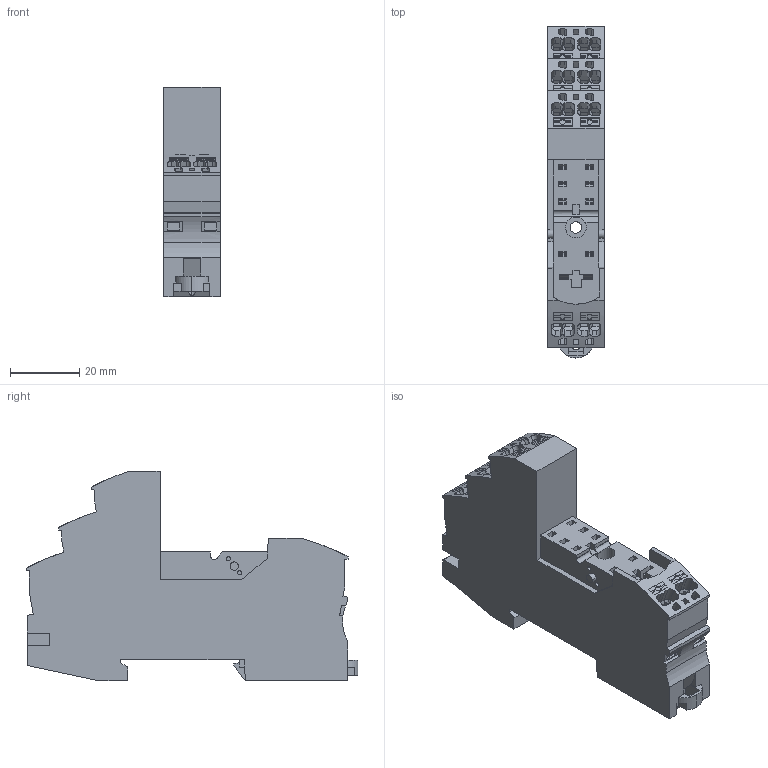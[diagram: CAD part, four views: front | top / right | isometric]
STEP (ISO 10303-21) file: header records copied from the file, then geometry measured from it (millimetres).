
FILE_DESCRIPTION(/* description */ ('Alibre Inc.'),/* implementation_level */ '2;1');
FILE_NAME(/* name */ 'export-DAC24697-3937-492B-8711-7A8083BEACE6',/* time_stamp */ '2021-04-07T16:00:55+02:00',/* author */ (''),/* organization */ (''),/* preprocessor_version */ 'ST-DEVELOPER v17',/* originating_system */ 'Alibre',/* authorisation */ '');
FILE_SCHEMA (('AUTOMOTIVE_DESIGN'));
Length unit declared in the file: millimetre
Products named in the file (2): RIF-1-BPT-16-SOC15-select
Bounding box: 16.35 x 95.67 x 60.3 mm (x, y, z)
Volume: 54644 mm3; surface area: 17445.3 mm2
Topology: 1 solids, 1 shells, 805 faces, 2260 edges, 1503 vertices
Faces by surface type: plane 638, cylinder 166, bspline 1
Entity records: 26339 total; most frequent: CARTESIAN_POINT 5802, ORIENTED_EDGE 4520, DIRECTION 3489, EDGE_CURVE 2260, VECTOR 1762, LINE 1762, VERTEX_POINT 1503, AXIS2_PLACEMENT_3D 1181
